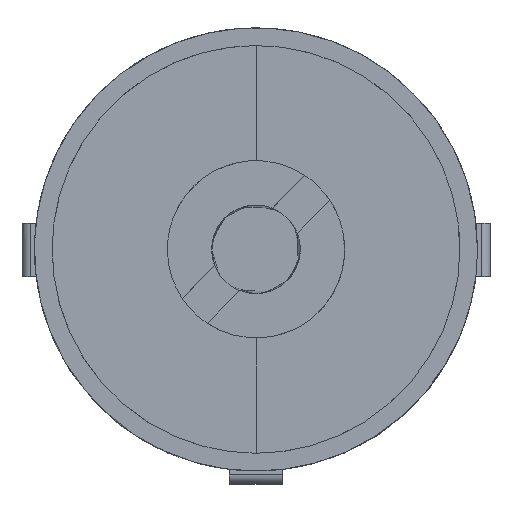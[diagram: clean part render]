
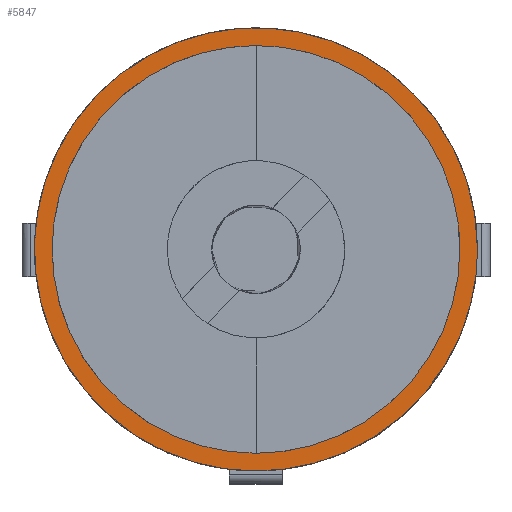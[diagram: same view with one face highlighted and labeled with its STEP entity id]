
A CAD part, top view. The second image highlights one B-rep face of the part: STEP entity #5847.
In plain terms, the highlighted free-form (B-spline) face has degree [1, 1] with [2, 2] control points.
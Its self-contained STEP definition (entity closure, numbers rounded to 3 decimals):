
#5847 = ADVANCED_FACE('',(#5848,#5925),#5866,.T.);
#5848 = FACE_BOUND('',#5849,.T.);
#5849 = EDGE_LOOP('',(#5850));
#5850 = ORIENTED_EDGE('',*,*,#5851,.T.);
#5851 = EDGE_CURVE('',#5852,#5852,#5854,.T.);
#5852 = VERTEX_POINT('',#5853);
#5853 = CARTESIAN_POINT('',(5.,0.,6.5));
#5854 = SURFACE_CURVE('',#5855,(#5865,#5899),.PCURVE_S1.);
#5855 = ( BOUNDED_CURVE() B_SPLINE_CURVE(2,(#5856,#5857,#5858,#5859,
    #5860,#5861,#5862,#5863,#5864),.UNSPECIFIED.,.T.,.F.) 
B_SPLINE_CURVE_WITH_KNOTS((3,2,2,2,3),(-3.142,-1.571,0.
,1.571,3.142),.UNSPECIFIED.) CURVE() 
GEOMETRIC_REPRESENTATION_ITEM() RATIONAL_B_SPLINE_CURVE((1.,
    0.707,1.,0.707,1.,0.707,1.,0.707
,1.)) REPRESENTATION_ITEM('') );
#5856 = CARTESIAN_POINT('',(5.,0.,6.5));
#5857 = CARTESIAN_POINT('',(5.,5.,6.5));
#5858 = CARTESIAN_POINT('',(0.,5.,6.5));
#5859 = CARTESIAN_POINT('',(-5.,5.,6.5));
#5860 = CARTESIAN_POINT('',(-5.,0.,6.5));
#5861 = CARTESIAN_POINT('',(-5.,-5.,6.5));
#5862 = CARTESIAN_POINT('',(0.,-5.,6.5));
#5863 = CARTESIAN_POINT('',(5.,-5.,6.5));
#5864 = CARTESIAN_POINT('',(5.,0.,6.5));
#5865 = PCURVE('',#5866,#5871);
#5866 = B_SPLINE_SURFACE_WITH_KNOTS('',1,1,(
    (#5867,#5868)
    ,(#5869,#5870
  )),.UNSPECIFIED.,.F.,.F.,.F.,(2,2),(2,2),(-5.001,5.001),(-5.001,5.001)
  ,.PIECEWISE_BEZIER_KNOTS.);
#5867 = CARTESIAN_POINT('',(-5.001,-5.001,6.5));
#5868 = CARTESIAN_POINT('',(-5.001,5.001,6.5));
#5869 = CARTESIAN_POINT('',(5.001,-5.001,6.5));
#5870 = CARTESIAN_POINT('',(5.001,5.001,6.5));
#5871 = DEFINITIONAL_REPRESENTATION('',(#5872),#5898);
#5872 = B_SPLINE_CURVE_WITH_KNOTS('',3,(#5873,#5874,#5875,#5876,#5877,
    #5878,#5879,#5880,#5881,#5882,#5883,#5884,#5885,#5886,#5887,#5888,
    #5889,#5890,#5891,#5892,#5893,#5894,#5895,#5896,#5897),
  .UNSPECIFIED.,.T.,.F.,(4,1,1,1,1,1,1,1,1,1,1,1,1,1,1,1,1,1,1,1,1,1,4),
  (-3.142,-2.856,-2.57,-2.285,
    -1.999,-1.714,-1.428,-1.142,
    -0.857,-0.571,-0.286,0.,0.286,
    0.571,0.857,1.142,1.428,
    1.714,1.999,2.285,2.57,
    2.856,3.142),.UNSPECIFIED.);
#5873 = CARTESIAN_POINT('',(5.,0.));
#5874 = CARTESIAN_POINT('',(5.008,0.426));
#5875 = CARTESIAN_POINT('',(4.885,1.335));
#5876 = CARTESIAN_POINT('',(4.305,2.69));
#5877 = CARTESIAN_POINT('',(3.307,3.852));
#5878 = CARTESIAN_POINT('',(2.025,4.651));
#5879 = CARTESIAN_POINT('',(0.64,5.018));
#5880 = CARTESIAN_POINT('',(-0.64,5.018));
#5881 = CARTESIAN_POINT('',(-2.025,4.652));
#5882 = CARTESIAN_POINT('',(-3.307,3.851));
#5883 = CARTESIAN_POINT('',(-4.304,2.692));
#5884 = CARTESIAN_POINT('',(-4.889,1.327));
#5885 = CARTESIAN_POINT('',(-5.056,0.));
#5886 = CARTESIAN_POINT('',(-4.889,-1.327));
#5887 = CARTESIAN_POINT('',(-4.304,-2.692));
#5888 = CARTESIAN_POINT('',(-3.307,-3.851));
#5889 = CARTESIAN_POINT('',(-2.025,-4.652));
#5890 = CARTESIAN_POINT('',(-0.64,-5.018));
#5891 = CARTESIAN_POINT('',(0.64,-5.018));
#5892 = CARTESIAN_POINT('',(2.025,-4.651));
#5893 = CARTESIAN_POINT('',(3.307,-3.852));
#5894 = CARTESIAN_POINT('',(4.305,-2.69));
#5895 = CARTESIAN_POINT('',(4.885,-1.335));
#5896 = CARTESIAN_POINT('',(5.008,-0.426));
#5897 = CARTESIAN_POINT('',(5.,0.));
#5898 = ( GEOMETRIC_REPRESENTATION_CONTEXT(2) 
PARAMETRIC_REPRESENTATION_CONTEXT() REPRESENTATION_CONTEXT('2D SPACE',''
  ) );
#5899 = PCURVE('',#5900,#5919);
#5900 = ( BOUNDED_SURFACE() B_SPLINE_SURFACE(1,2,(
    (#5901,#5902,#5903,#5904,#5905,#5906,#5907,#5908,#5909)
    ,(#5910,#5911,#5912,#5913,#5914,#5915,#5916,#5917,#5918
)),.UNSPECIFIED.,.F.,.T.,.F.) B_SPLINE_SURFACE_WITH_KNOTS((2,2),(1,2,2,2
    ,2,2,1),(1.2,1.3),(-4.712,-3.142,-1.571,0.
    ,1.571,3.142,4.712),.UNSPECIFIED.) 
GEOMETRIC_REPRESENTATION_ITEM() RATIONAL_B_SPLINE_SURFACE((
    (1.,0.707,1.,0.707,1.,0.707,1.
      ,0.707,1.)
    ,(1.,0.707,1.,0.707,1.,0.707,1.
,0.707,1.))) REPRESENTATION_ITEM('') SURFACE() );
#5901 = CARTESIAN_POINT('',(5.,0.,6.5));
#5902 = CARTESIAN_POINT('',(5.,5.,6.5));
#5903 = CARTESIAN_POINT('',(0.,5.,6.5));
#5904 = CARTESIAN_POINT('',(-5.,5.,6.5));
#5905 = CARTESIAN_POINT('',(-5.,0.,6.5));
#5906 = CARTESIAN_POINT('',(-5.,-5.,6.5));
#5907 = CARTESIAN_POINT('',(0.,-5.,6.5));
#5908 = CARTESIAN_POINT('',(5.,-5.,6.5));
#5909 = CARTESIAN_POINT('',(5.,0.,6.5));
#5910 = CARTESIAN_POINT('',(5.,0.,6.));
#5911 = CARTESIAN_POINT('',(5.,5.,6.));
#5912 = CARTESIAN_POINT('',(0.,5.,6.));
#5913 = CARTESIAN_POINT('',(-5.,5.,6.));
#5914 = CARTESIAN_POINT('',(-5.,0.,6.));
#5915 = CARTESIAN_POINT('',(-5.,-5.,6.));
#5916 = CARTESIAN_POINT('',(0.,-5.,6.));
#5917 = CARTESIAN_POINT('',(5.,-5.,6.));
#5918 = CARTESIAN_POINT('',(5.,0.,6.));
#5919 = DEFINITIONAL_REPRESENTATION('',(#5920),#5924);
#5920 = LINE('',#5921,#5922);
#5921 = CARTESIAN_POINT('',(1.2,0.));
#5922 = VECTOR('',#5923,1.);
#5923 = DIRECTION('',(0.,1.));
#5924 = ( GEOMETRIC_REPRESENTATION_CONTEXT(2) 
PARAMETRIC_REPRESENTATION_CONTEXT() REPRESENTATION_CONTEXT('2D SPACE',''
  ) );
#5925 = FACE_BOUND('',#5926,.T.);
#5926 = EDGE_LOOP('',(#5927));
#5927 = ORIENTED_EDGE('',*,*,#5928,.T.);
#5928 = EDGE_CURVE('',#5929,#5929,#5931,.T.);
#5929 = VERTEX_POINT('',#5930);
#5930 = CARTESIAN_POINT('',(4.6,0.,6.5));
#5931 = SURFACE_CURVE('',#5932,(#5942,#5971),.PCURVE_S1.);
#5932 = ( BOUNDED_CURVE() B_SPLINE_CURVE(2,(#5933,#5934,#5935,#5936,
    #5937,#5938,#5939,#5940,#5941),.UNSPECIFIED.,.T.,.F.) 
B_SPLINE_CURVE_WITH_KNOTS((3,2,2,2,3),(-3.142,-1.571,0.
,1.571,3.142),.UNSPECIFIED.) CURVE() 
GEOMETRIC_REPRESENTATION_ITEM() RATIONAL_B_SPLINE_CURVE((1.,
    0.707,1.,0.707,1.,0.707,1.,0.707
,1.)) REPRESENTATION_ITEM('') );
#5933 = CARTESIAN_POINT('',(4.6,0.,6.5));
#5934 = CARTESIAN_POINT('',(4.6,-4.6,6.5));
#5935 = CARTESIAN_POINT('',(0.,-4.6,6.5));
#5936 = CARTESIAN_POINT('',(-4.6,-4.6,6.5));
#5937 = CARTESIAN_POINT('',(-4.6,0.,6.5));
#5938 = CARTESIAN_POINT('',(-4.6,4.6,6.5));
#5939 = CARTESIAN_POINT('',(0.,4.6,6.5));
#5940 = CARTESIAN_POINT('',(4.6,4.6,6.5));
#5941 = CARTESIAN_POINT('',(4.6,0.,6.5));
#5942 = PCURVE('',#5866,#5943);
#5943 = DEFINITIONAL_REPRESENTATION('',(#5944),#5970);
#5944 = B_SPLINE_CURVE_WITH_KNOTS('',3,(#5945,#5946,#5947,#5948,#5949,
    #5950,#5951,#5952,#5953,#5954,#5955,#5956,#5957,#5958,#5959,#5960,
    #5961,#5962,#5963,#5964,#5965,#5966,#5967,#5968,#5969),
  .UNSPECIFIED.,.T.,.F.,(4,1,1,1,1,1,1,1,1,1,1,1,1,1,1,1,1,1,1,1,1,1,4),
  (-3.142,-2.856,-2.57,-2.285,
    -1.999,-1.714,-1.428,-1.142,
    -0.857,-0.571,-0.286,0.,0.286,
    0.571,0.857,1.142,1.428,
    1.714,1.999,2.285,2.57,
    2.856,3.142),.UNSPECIFIED.);
#5945 = CARTESIAN_POINT('',(4.6,0.));
#5946 = CARTESIAN_POINT('',(4.607,-0.392));
#5947 = CARTESIAN_POINT('',(4.494,-1.228));
#5948 = CARTESIAN_POINT('',(3.96,-2.475));
#5949 = CARTESIAN_POINT('',(3.043,-3.544));
#5950 = CARTESIAN_POINT('',(1.863,-4.279));
#5951 = CARTESIAN_POINT('',(0.589,-4.616));
#5952 = CARTESIAN_POINT('',(-0.589,-4.616));
#5953 = CARTESIAN_POINT('',(-1.863,-4.279));
#5954 = CARTESIAN_POINT('',(-3.043,-3.543));
#5955 = CARTESIAN_POINT('',(-3.959,-2.477));
#5956 = CARTESIAN_POINT('',(-4.497,-1.221));
#5957 = CARTESIAN_POINT('',(-4.651,0.));
#5958 = CARTESIAN_POINT('',(-4.497,1.221));
#5959 = CARTESIAN_POINT('',(-3.959,2.477));
#5960 = CARTESIAN_POINT('',(-3.043,3.543));
#5961 = CARTESIAN_POINT('',(-1.863,4.279));
#5962 = CARTESIAN_POINT('',(-0.589,4.616));
#5963 = CARTESIAN_POINT('',(0.589,4.616));
#5964 = CARTESIAN_POINT('',(1.863,4.279));
#5965 = CARTESIAN_POINT('',(3.043,3.544));
#5966 = CARTESIAN_POINT('',(3.96,2.475));
#5967 = CARTESIAN_POINT('',(4.494,1.228));
#5968 = CARTESIAN_POINT('',(4.607,0.392));
#5969 = CARTESIAN_POINT('',(4.6,0.));
#5970 = ( GEOMETRIC_REPRESENTATION_CONTEXT(2) 
PARAMETRIC_REPRESENTATION_CONTEXT() REPRESENTATION_CONTEXT('2D SPACE',''
  ) );
#5971 = PCURVE('',#5972,#5991);
#5972 = ( BOUNDED_SURFACE() B_SPLINE_SURFACE(1,2,(
    (#5973,#5974,#5975,#5976,#5977,#5978,#5979,#5980,#5981)
    ,(#5982,#5983,#5984,#5985,#5986,#5987,#5988,#5989,#5990
)),.UNSPECIFIED.,.F.,.T.,.F.) B_SPLINE_SURFACE_WITH_KNOTS((2,2),(1,2,2,2
    ,2,2,1),(0.,0.109),(-4.712,-3.142,
    -1.571,0.,1.571,3.142,4.712),
.UNSPECIFIED.) GEOMETRIC_REPRESENTATION_ITEM() RATIONAL_B_SPLINE_SURFACE
((
    (1.,0.707,1.,0.707,1.,0.707,1.
      ,0.707,1.)
    ,(1.,0.707,1.,0.707,1.,0.707,1.
,0.707,1.))) REPRESENTATION_ITEM('') SURFACE() );
#5973 = CARTESIAN_POINT('',(4.6,0.,6.5));
#5974 = CARTESIAN_POINT('',(4.6,-4.6,6.5));
#5975 = CARTESIAN_POINT('',(0.,-4.6,6.5));
#5976 = CARTESIAN_POINT('',(-4.6,-4.6,6.5));
#5977 = CARTESIAN_POINT('',(-4.6,0.,6.5));
#5978 = CARTESIAN_POINT('',(-4.6,4.6,6.5));
#5979 = CARTESIAN_POINT('',(0.,4.6,6.5));
#5980 = CARTESIAN_POINT('',(4.6,4.6,6.5));
#5981 = CARTESIAN_POINT('',(4.6,0.,6.5));
#5982 = CARTESIAN_POINT('',(4.6,0.,6.));
#5983 = CARTESIAN_POINT('',(4.6,-4.6,6.));
#5984 = CARTESIAN_POINT('',(0.,-4.6,6.));
#5985 = CARTESIAN_POINT('',(-4.6,-4.6,6.));
#5986 = CARTESIAN_POINT('',(-4.6,0.,6.));
#5987 = CARTESIAN_POINT('',(-4.6,4.6,6.));
#5988 = CARTESIAN_POINT('',(0.,4.6,6.));
#5989 = CARTESIAN_POINT('',(4.6,4.6,6.));
#5990 = CARTESIAN_POINT('',(4.6,0.,6.));
#5991 = DEFINITIONAL_REPRESENTATION('',(#5992),#5996);
#5992 = LINE('',#5993,#5994);
#5993 = CARTESIAN_POINT('',(0.,0.));
#5994 = VECTOR('',#5995,1.);
#5995 = DIRECTION('',(0.,1.));
#5996 = ( GEOMETRIC_REPRESENTATION_CONTEXT(2) 
PARAMETRIC_REPRESENTATION_CONTEXT() REPRESENTATION_CONTEXT('2D SPACE',''
  ) );
